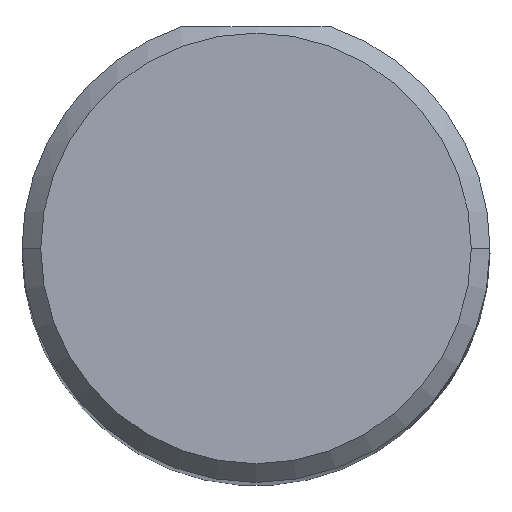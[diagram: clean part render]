
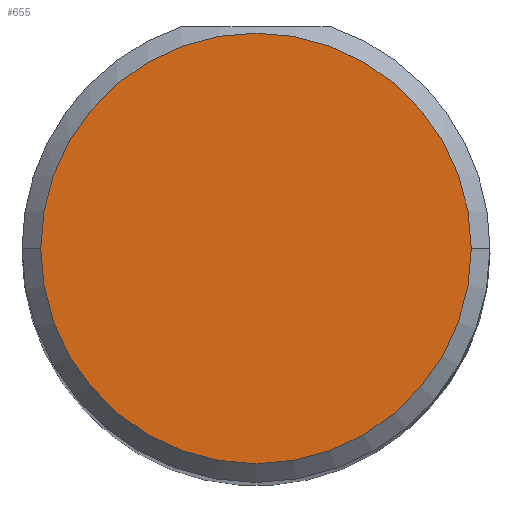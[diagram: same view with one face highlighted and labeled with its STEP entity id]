
A CAD part, top view. The second image highlights one B-rep face of the part: STEP entity #655.
In plain terms, the highlighted planar face has unit normal (0, 0, 1).
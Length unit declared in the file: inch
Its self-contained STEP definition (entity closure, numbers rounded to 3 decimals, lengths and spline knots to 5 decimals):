
#6 = CIRCLE ( 'NONE', #578, 0.1725 ) ;
#15 = VERTEX_POINT ( 'NONE', #325 ) ;
#42 = EDGE_CURVE ( 'NONE', #312, #15, #6, .T. ) ;
#61 = CARTESIAN_POINT ( 'NONE',  ( 0.1725, 0., 2.5 ) ) ;
#68 = CARTESIAN_POINT ( 'NONE',  ( 0., 0., 2.5 ) ) ;
#127 = DIRECTION ( 'NONE',  ( 1., 0., 0. ) ) ;
#128 = CIRCLE ( 'NONE', #331, 0.1725 ) ;
#174 = EDGE_CURVE ( 'NONE', #15, #312, #128, .T. ) ;
#180 = EDGE_LOOP ( 'NONE', ( #278, #416 ) ) ;
#247 = FACE_OUTER_BOUND ( 'NONE', #180, .T. ) ;
#263 = DIRECTION ( 'NONE',  ( 0., 0., 1. ) ) ;
#278 = ORIENTED_EDGE ( 'NONE', *, *, #174, .T. ) ;
#310 = DIRECTION ( 'NONE',  ( 0., 0., 1. ) ) ;
#312 = VERTEX_POINT ( 'NONE', #61 ) ;
#325 = CARTESIAN_POINT ( 'NONE',  ( -0.1725, 0., 2.5 ) ) ;
#331 = AXIS2_PLACEMENT_3D ( 'NONE', #336, #499, #387 ) ;
#336 = CARTESIAN_POINT ( 'NONE',  ( 0., 0., 2.5 ) ) ;
#387 = DIRECTION ( 'NONE',  ( 1., 0., 0. ) ) ;
#416 = ORIENTED_EDGE ( 'NONE', *, *, #42, .T. ) ;
#499 = DIRECTION ( 'NONE',  ( 0., 0., 1. ) ) ;
#505 = AXIS2_PLACEMENT_3D ( 'NONE', #68, #310, #127 ) ;
#578 = AXIS2_PLACEMENT_3D ( 'NONE', #649, #263, #716 ) ;
#649 = CARTESIAN_POINT ( 'NONE',  ( 0., 0., 2.5 ) ) ;
#650 = PLANE ( 'NONE',  #505 ) ;
#655 = ADVANCED_FACE ( 'NONE', ( #247 ), #650, .T. ) ;
#716 = DIRECTION ( 'NONE',  ( 1., 0., 0. ) ) ;
